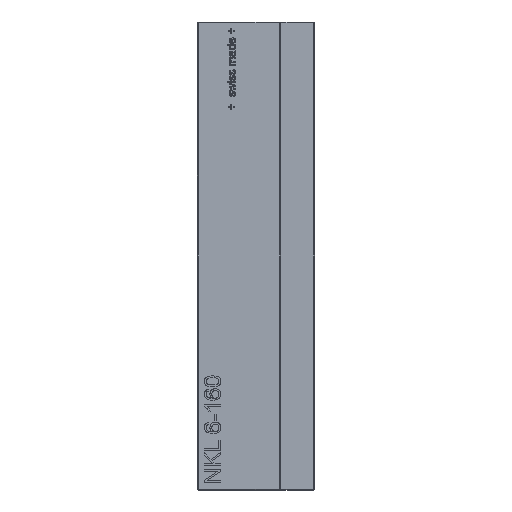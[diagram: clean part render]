
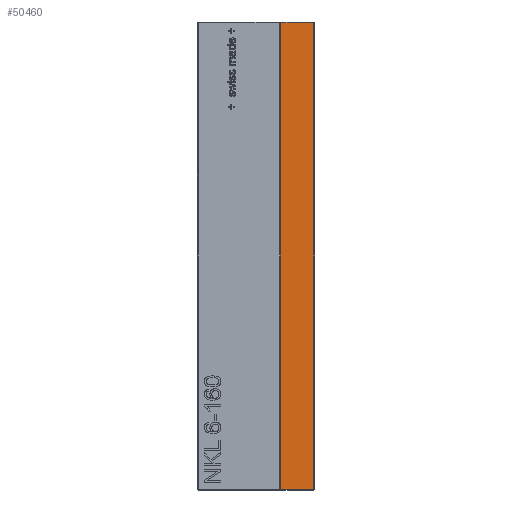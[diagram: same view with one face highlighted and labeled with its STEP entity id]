
A CAD part, left-side view. The second image highlights one B-rep face of the part: STEP entity #50460.
In plain terms, the highlighted planar face has unit normal (-1, 0, 0).
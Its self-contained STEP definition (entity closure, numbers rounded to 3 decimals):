
#49952 = EDGE_CURVE('',#49953,#49955,#49957,.T.);
#49953 = VERTEX_POINT('',#49954);
#49954 = CARTESIAN_POINT('',(-50.,11.5,0.3));
#49955 = VERTEX_POINT('',#49956);
#49956 = CARTESIAN_POINT('',(-50.,11.5,159.7));
#49957 = SURFACE_CURVE('',#49958,(#49962,#49974),.PCURVE_S1.);
#49958 = LINE('',#49959,#49960);
#49959 = CARTESIAN_POINT('',(-50.,11.5,0.));
#49960 = VECTOR('',#49961,1.);
#49961 = DIRECTION('',(0.,0.,1.));
#49962 = PCURVE('',#49963,#49968);
#49963 = PLANE('',#49964);
#49964 = AXIS2_PLACEMENT_3D('',#49965,#49966,#49967);
#49965 = CARTESIAN_POINT('',(-22.74,11.5,0.));
#49966 = DIRECTION('',(0.,-1.,0.));
#49967 = DIRECTION('',(-1.,0.,0.));
#49968 = DEFINITIONAL_REPRESENTATION('',(#49969),#49973);
#49969 = LINE('',#49970,#49971);
#49970 = CARTESIAN_POINT('',(27.26,0.));
#49971 = VECTOR('',#49972,1.);
#49972 = DIRECTION('',(0.,-1.));
#49973 = ( GEOMETRIC_REPRESENTATION_CONTEXT(2) 
PARAMETRIC_REPRESENTATION_CONTEXT() REPRESENTATION_CONTEXT('2D SPACE',''
  ) );
#49974 = PCURVE('',#49975,#49980);
#49975 = PLANE('',#49976);
#49976 = AXIS2_PLACEMENT_3D('',#49977,#49978,#49979);
#49977 = CARTESIAN_POINT('',(-50.,0.,0.));
#49978 = DIRECTION('',(-1.,0.,0.));
#49979 = DIRECTION('',(0.,1.,0.));
#49980 = DEFINITIONAL_REPRESENTATION('',(#49981),#49985);
#49981 = LINE('',#49982,#49983);
#49982 = CARTESIAN_POINT('',(11.5,0.));
#49983 = VECTOR('',#49984,1.);
#49984 = DIRECTION('',(0.,-1.));
#49985 = ( GEOMETRIC_REPRESENTATION_CONTEXT(2) 
PARAMETRIC_REPRESENTATION_CONTEXT() REPRESENTATION_CONTEXT('2D SPACE',''
  ) );
#50003 = PLANE('',#50004);
#50004 = AXIS2_PLACEMENT_3D('',#50005,#50006,#50007);
#50005 = CARTESIAN_POINT('',(-49.85,0.,0.15));
#50006 = DIRECTION('',(0.707,0.,
    0.707));
#50007 = DIRECTION('',(0.,-1.,0.));
#50449 = PLANE('',#50450);
#50450 = AXIS2_PLACEMENT_3D('',#50451,#50452,#50453);
#50451 = CARTESIAN_POINT('',(-49.85,0.,159.85));
#50452 = DIRECTION('',(-0.707,0.,
    0.707));
#50453 = DIRECTION('',(0.,-1.,0.));
#50460 = ADVANCED_FACE('',(#50461),#49975,.T.);
#50461 = FACE_BOUND('',#50462,.T.);
#50462 = EDGE_LOOP('',(#50463,#50464,#50487,#50515));
#50463 = ORIENTED_EDGE('',*,*,#49952,.F.);
#50464 = ORIENTED_EDGE('',*,*,#50465,.F.);
#50465 = EDGE_CURVE('',#50466,#49953,#50468,.T.);
#50466 = VERTEX_POINT('',#50467);
#50467 = CARTESIAN_POINT('',(-50.,0.3,0.3));
#50468 = SURFACE_CURVE('',#50469,(#50473,#50480),.PCURVE_S1.);
#50469 = LINE('',#50470,#50471);
#50470 = CARTESIAN_POINT('',(-50.,0.,0.3));
#50471 = VECTOR('',#50472,1.);
#50472 = DIRECTION('',(0.,1.,0.));
#50473 = PCURVE('',#49975,#50474);
#50474 = DEFINITIONAL_REPRESENTATION('',(#50475),#50479);
#50475 = LINE('',#50476,#50477);
#50476 = CARTESIAN_POINT('',(0.,-0.3));
#50477 = VECTOR('',#50478,1.);
#50478 = DIRECTION('',(1.,0.));
#50479 = ( GEOMETRIC_REPRESENTATION_CONTEXT(2) 
PARAMETRIC_REPRESENTATION_CONTEXT() REPRESENTATION_CONTEXT('2D SPACE',''
  ) );
#50480 = PCURVE('',#50003,#50481);
#50481 = DEFINITIONAL_REPRESENTATION('',(#50482),#50486);
#50482 = LINE('',#50483,#50484);
#50483 = CARTESIAN_POINT('',(0.,-0.212));
#50484 = VECTOR('',#50485,1.);
#50485 = DIRECTION('',(-1.,0.));
#50486 = ( GEOMETRIC_REPRESENTATION_CONTEXT(2) 
PARAMETRIC_REPRESENTATION_CONTEXT() REPRESENTATION_CONTEXT('2D SPACE',''
  ) );
#50487 = ORIENTED_EDGE('',*,*,#50488,.T.);
#50488 = EDGE_CURVE('',#50466,#50489,#50491,.T.);
#50489 = VERTEX_POINT('',#50490);
#50490 = CARTESIAN_POINT('',(-50.,0.3,159.7));
#50491 = SURFACE_CURVE('',#50492,(#50496,#50503),.PCURVE_S1.);
#50492 = LINE('',#50493,#50494);
#50493 = CARTESIAN_POINT('',(-50.,0.3,0.));
#50494 = VECTOR('',#50495,1.);
#50495 = DIRECTION('',(0.,0.,1.));
#50496 = PCURVE('',#49975,#50497);
#50497 = DEFINITIONAL_REPRESENTATION('',(#50498),#50502);
#50498 = LINE('',#50499,#50500);
#50499 = CARTESIAN_POINT('',(0.3,0.));
#50500 = VECTOR('',#50501,1.);
#50501 = DIRECTION('',(0.,-1.));
#50502 = ( GEOMETRIC_REPRESENTATION_CONTEXT(2) 
PARAMETRIC_REPRESENTATION_CONTEXT() REPRESENTATION_CONTEXT('2D SPACE',''
  ) );
#50503 = PCURVE('',#50504,#50509);
#50504 = PLANE('',#50505);
#50505 = AXIS2_PLACEMENT_3D('',#50506,#50507,#50508);
#50506 = CARTESIAN_POINT('',(-49.85,0.15,0.));
#50507 = DIRECTION('',(0.707,0.707,
    0.));
#50508 = DIRECTION('',(0.,0.,1.));
#50509 = DEFINITIONAL_REPRESENTATION('',(#50510),#50514);
#50510 = LINE('',#50511,#50512);
#50511 = CARTESIAN_POINT('',(0.,-0.212));
#50512 = VECTOR('',#50513,1.);
#50513 = DIRECTION('',(1.,0.));
#50514 = ( GEOMETRIC_REPRESENTATION_CONTEXT(2) 
PARAMETRIC_REPRESENTATION_CONTEXT() REPRESENTATION_CONTEXT('2D SPACE',''
  ) );
#50515 = ORIENTED_EDGE('',*,*,#50516,.T.);
#50516 = EDGE_CURVE('',#50489,#49955,#50517,.T.);
#50517 = SURFACE_CURVE('',#50518,(#50522,#50529),.PCURVE_S1.);
#50518 = LINE('',#50519,#50520);
#50519 = CARTESIAN_POINT('',(-50.,0.,159.7));
#50520 = VECTOR('',#50521,1.);
#50521 = DIRECTION('',(0.,1.,0.));
#50522 = PCURVE('',#49975,#50523);
#50523 = DEFINITIONAL_REPRESENTATION('',(#50524),#50528);
#50524 = LINE('',#50525,#50526);
#50525 = CARTESIAN_POINT('',(0.,-159.7));
#50526 = VECTOR('',#50527,1.);
#50527 = DIRECTION('',(1.,0.));
#50528 = ( GEOMETRIC_REPRESENTATION_CONTEXT(2) 
PARAMETRIC_REPRESENTATION_CONTEXT() REPRESENTATION_CONTEXT('2D SPACE',''
  ) );
#50529 = PCURVE('',#50449,#50530);
#50530 = DEFINITIONAL_REPRESENTATION('',(#50531),#50535);
#50531 = LINE('',#50532,#50533);
#50532 = CARTESIAN_POINT('',(0.,-0.212));
#50533 = VECTOR('',#50534,1.);
#50534 = DIRECTION('',(-1.,0.));
#50535 = ( GEOMETRIC_REPRESENTATION_CONTEXT(2) 
PARAMETRIC_REPRESENTATION_CONTEXT() REPRESENTATION_CONTEXT('2D SPACE',''
  ) );
